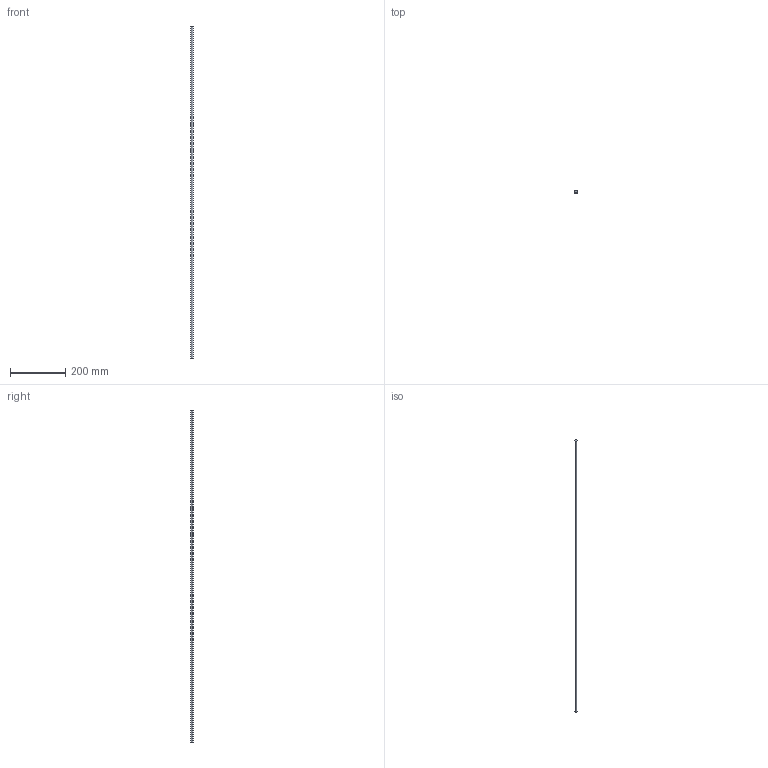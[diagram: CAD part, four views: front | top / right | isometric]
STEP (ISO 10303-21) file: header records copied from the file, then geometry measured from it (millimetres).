
FILE_DESCRIPTION((''),'2;1');
FILE_NAME('EDELSTAHLSTANGE_10_1200','2013-08-28T',('malandgraf'),(''),'PRO/ENGINEER BY PARAMETRIC TECHNOLOGY CORPORATION, 2012360','PRO/ENGINEER BY PARAMETRIC TECHNOLOGY CORPORATION, 2012360','');
FILE_SCHEMA(('CONFIG_CONTROL_DESIGN'));
Length unit declared in the file: millimetre
Products named in the file (1): EDELSTAHLSTANGE_10_1200
Bounding box: 10 x 10 x 1200 mm (x, y, z)
Volume: 94247.8 mm3; surface area: 37856.2 mm2
Topology: 1 solids, 1 shells, 4 faces, 7 edges, 6 vertices
Faces by surface type: plane 2, cylinder 2
Entity records: 146 total; most frequent: DIRECTION 21, CARTESIAN_POINT 16, ORIENTED_EDGE 12, AXIS2_PLACEMENT_3D 9, EDGE_CURVE 6, VERTEX_POINT 4, EDGE_LOOP 4, FACE_OUTER_BOUND 4
